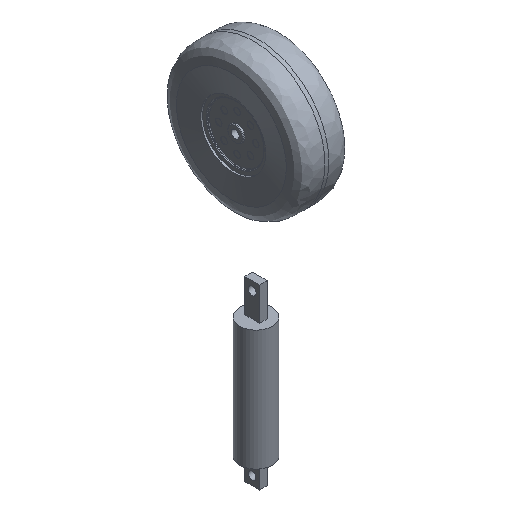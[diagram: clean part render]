
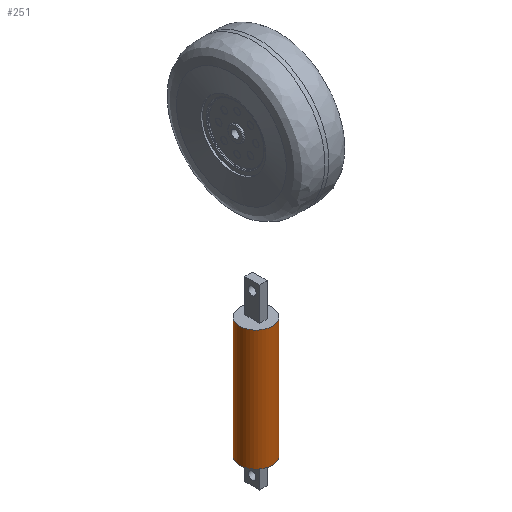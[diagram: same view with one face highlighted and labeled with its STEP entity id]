
A CAD part, isometric view. The second image highlights one B-rep face of the part: STEP entity #251.
In plain terms, the highlighted cylindrical face has radius 6.35 mm (diameter 12.7 mm), a full revolution.
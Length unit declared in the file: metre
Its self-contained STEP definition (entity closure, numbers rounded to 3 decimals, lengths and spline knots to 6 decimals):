
#251 = ADVANCED_FACE( '', ( #556, #557 ), #558, .T. );
#556 = FACE_OUTER_BOUND( '', #1422, .T. );
#557 = FACE_OUTER_BOUND( '', #1423, .T. );
#558 = CYLINDRICAL_SURFACE( '', #1424, 0.00635 );
#1422 = EDGE_LOOP( '', ( #1867 ) );
#1423 = EDGE_LOOP( '', ( #1868 ) );
#1424 = AXIS2_PLACEMENT_3D( '', #1869, #1870, #1871 );
#1867 = ORIENTED_EDGE( '', *, *, #2030, .F. );
#1868 = ORIENTED_EDGE( '', *, *, #1997, .T. );
#1869 = CARTESIAN_POINT( '', ( 0., 0., -0.015621 ) );
#1870 = DIRECTION( '', ( 0., 0., 1. ) );
#1871 = DIRECTION( '', ( -1., 0., 0. ) );
#1997 = EDGE_CURVE( '', #2222, #2222, #2223, .T. );
#2030 = EDGE_CURVE( '', #2265, #2265, #2266, .T. );
#2222 = VERTEX_POINT( '', #2695 );
#2223 = CIRCLE( '', #2696, 0.00635 );
#2265 = VERTEX_POINT( '', #2757 );
#2266 = CIRCLE( '', #2758, 0.00635 );
#2695 = CARTESIAN_POINT( '', ( 0.00635, 0., -0.062611 ) );
#2696 = AXIS2_PLACEMENT_3D( '', #2925, #2926, #2927 );
#2757 = CARTESIAN_POINT( '', ( 0.00635, 0., -0.015621 ) );
#2758 = AXIS2_PLACEMENT_3D( '', #2953, #2954, #2955 );
#2925 = CARTESIAN_POINT( '', ( 0., 0., -0.062611 ) );
#2926 = DIRECTION( '', ( 0., 0., 1. ) );
#2927 = DIRECTION( '', ( 1., 0., 0. ) );
#2953 = CARTESIAN_POINT( '', ( 0., 0., -0.015621 ) );
#2954 = DIRECTION( '', ( 0., 0., 1. ) );
#2955 = DIRECTION( '', ( 1., 0., 0. ) );
